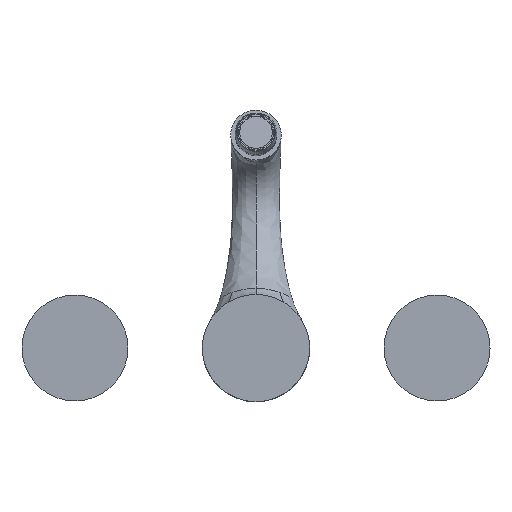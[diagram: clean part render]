
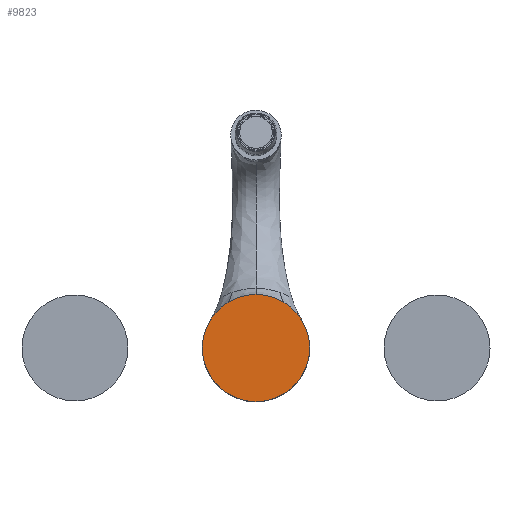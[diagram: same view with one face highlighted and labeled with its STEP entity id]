
A CAD part, front view. The second image highlights one B-rep face of the part: STEP entity #9823.
In plain terms, the highlighted planar face has unit normal (0, -1, 0).
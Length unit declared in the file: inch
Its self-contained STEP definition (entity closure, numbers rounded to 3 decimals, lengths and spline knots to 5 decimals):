
#3472=CARTESIAN_POINT('',(0.,0.,0.));
#3473=DIRECTION('',(0.,1.,0.));
#3474=DIRECTION('',(0.,0.,-1.));
#3475=AXIS2_PLACEMENT_3D('',#3472,#3473,#3474);
#3477=CARTESIAN_POINT('',(0.,0.,0.));
#3478=DIRECTION('',(0.,1.,0.));
#3479=DIRECTION('',(0.,0.,1.));
#3480=AXIS2_PLACEMENT_3D('',#3477,#3478,#3479);
#4067=CARTESIAN_POINT('',(0.,0.,-1.185));
#4068=CARTESIAN_POINT('',(0.,0.,1.185));
#4069=VERTEX_POINT('',#4067);
#4070=VERTEX_POINT('',#4068);
#9814=CARTESIAN_POINT('',(0.,0.,0.));
#9815=DIRECTION('',(0.,1.,0.));
#9816=DIRECTION('',(1.,0.,0.));
#9817=AXIS2_PLACEMENT_3D('',#9814,#9815,#9816);
#9818=PLANE('',#9817);
#9819=ORIENTED_EDGE('',*,*,#9809,.T.);
#9820=ORIENTED_EDGE('',*,*,#9793,.T.);
#9821=EDGE_LOOP('',(#9819,#9820));
#9822=FACE_OUTER_BOUND('',#9821,.F.);
#9823=ADVANCED_FACE('',(#9822),#9818,.F.);
#3476=CIRCLE('',#3475,1.185);
#3481=CIRCLE('',#3480,1.185);
#9793=EDGE_CURVE('',#4070,#4069,#3481,.T.);
#9809=EDGE_CURVE('',#4069,#4070,#3476,.T.);
